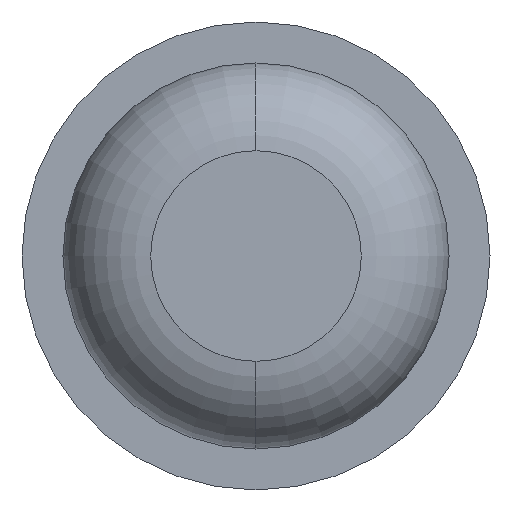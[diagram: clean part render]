
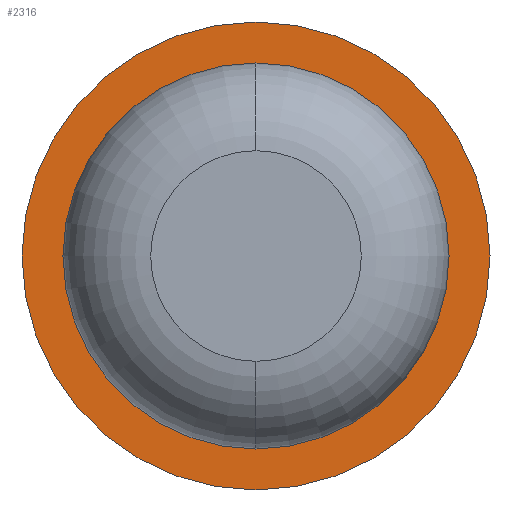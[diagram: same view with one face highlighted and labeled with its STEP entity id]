
A CAD part, front view. The second image highlights one B-rep face of the part: STEP entity #2316.
In plain terms, the highlighted planar face has unit normal (0, -1, 0).
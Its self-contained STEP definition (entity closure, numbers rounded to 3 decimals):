
#103 = VERTEX_POINT ( 'NONE', #2192 ) ;
#278 = DIRECTION ( 'NONE',  ( -1., 0., 0. ) ) ;
#349 = VERTEX_POINT ( 'NONE', #924 ) ;
#373 = CARTESIAN_POINT ( 'NONE',  ( 0., -9., 0. ) ) ;
#462 = DIRECTION ( 'NONE',  ( -1., 0., 0. ) ) ;
#602 = EDGE_LOOP ( 'NONE', ( #609, #2946 ) ) ;
#609 = ORIENTED_EDGE ( 'NONE', *, *, #1978, .F. ) ;
#727 = EDGE_CURVE ( 'Defeature ausgef�hrt1_5+Defeature ausgef�hrt1_4+Defeature ausgef�hrt1_4+Defeature ausgef�hrt1_4', #905, #349, #3744, .T. ) ;
#735 = EDGE_LOOP ( 'NONE', ( #3615, #2191 ) ) ;
#868 = CARTESIAN_POINT ( 'NONE',  ( 0., -9., 0. ) ) ;
#887 = DIRECTION ( 'NONE',  ( -1., 0., 0. ) ) ;
#905 = VERTEX_POINT ( 'NONE', #4293 ) ;
#924 = CARTESIAN_POINT ( 'NONE',  ( -1., -9., 0. ) ) ;
#967 = DIRECTION ( 'NONE',  ( 0., 1., 0. ) ) ;
#1014 = AXIS2_PLACEMENT_3D ( 'NONE', #373, #1342, #1361 ) ;
#1092 = DIRECTION ( 'NONE',  ( 0., 1., 0. ) ) ;
#1270 = FACE_BOUND ( 'NONE', #735, .T. ) ;
#1281 = AXIS2_PLACEMENT_3D ( 'NONE', #3630, #967, #278 ) ;
#1342 = DIRECTION ( 'NONE',  ( 0., 1., 0. ) ) ;
#1361 = DIRECTION ( 'NONE',  ( -1., 0., 0. ) ) ;
#1694 = DIRECTION ( 'NONE',  ( 0., 1., 0. ) ) ;
#1717 = CIRCLE ( 'NONE', #1014, 0.825 ) ;
#1770 = CIRCLE ( 'NONE', #1281, 0.825 ) ;
#1792 = CARTESIAN_POINT ( 'NONE',  ( 0., -9., 0. ) ) ;
#1856 = AXIS2_PLACEMENT_3D ( 'NONE', #1792, #1092, #462 ) ;
#1978 = EDGE_CURVE ( 'Defeature ausgef�hrt1_5+Defeature ausgef�hrt1_4+Defeature ausgef�hrt1_4+Defeature ausgef�hrt1_4', #349, #905, #4121, .T. ) ;
#2003 = DIRECTION ( 'NONE',  ( -1., 0., 0. ) ) ;
#2191 = ORIENTED_EDGE ( 'NONE', *, *, #2730, .T. ) ;
#2192 = CARTESIAN_POINT ( 'NONE',  ( 0., -9., -0.825 ) ) ;
#2316 = ADVANCED_FACE ( 'Defeature ausgef�hrt1_4', ( #2951, #1270 ), #3029, .F. ) ;
#2425 = CARTESIAN_POINT ( 'NONE',  ( 0., -9., 0.825 ) ) ;
#2726 = AXIS2_PLACEMENT_3D ( 'NONE', #3701, #1694, #2003 ) ;
#2730 = EDGE_CURVE ( 'Defeature ausgef�hrt1_4+Defeature ausgef�hrt1_0+Defeature ausgef�hrt1_0+Defeature ausgef�hrt1_0', #103, #2866, #1717, .T. ) ;
#2866 = VERTEX_POINT ( 'NONE', #2425 ) ;
#2946 = ORIENTED_EDGE ( 'NONE', *, *, #727, .F. ) ;
#2951 = FACE_OUTER_BOUND ( 'NONE', #602, .T. ) ;
#3029 = PLANE ( 'NONE',  #2726 ) ;
#3047 = EDGE_CURVE ( 'Defeature ausgef�hrt1_4+Defeature ausgef�hrt1_0+Defeature ausgef�hrt1_0+Defeature ausgef�hrt1_0', #2866, #103, #1770, .T. ) ;
#3059 = AXIS2_PLACEMENT_3D ( 'NONE', #868, #3856, #887 ) ;
#3615 = ORIENTED_EDGE ( 'NONE', *, *, #3047, .T. ) ;
#3630 = CARTESIAN_POINT ( 'NONE',  ( 0., -9., 0. ) ) ;
#3701 = CARTESIAN_POINT ( 'NONE',  ( 0.825, -9., 0. ) ) ;
#3744 = CIRCLE ( 'NONE', #3059, 1. ) ;
#3856 = DIRECTION ( 'NONE',  ( 0., 1., 0. ) ) ;
#4121 = CIRCLE ( 'NONE', #1856, 1. ) ;
#4293 = CARTESIAN_POINT ( 'NONE',  ( 1., -9., 0. ) ) ;
